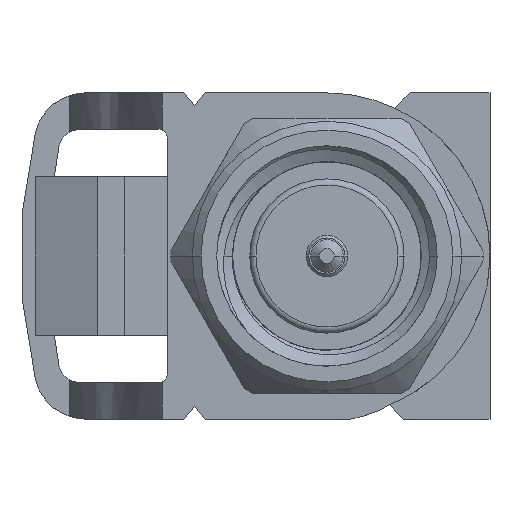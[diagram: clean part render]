
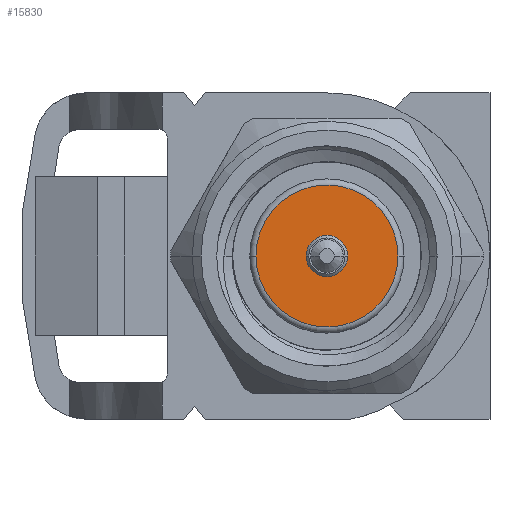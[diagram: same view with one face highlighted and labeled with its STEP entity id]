
A CAD part, left-side view. The second image highlights one B-rep face of the part: STEP entity #15830.
In plain terms, the highlighted planar face has unit normal (-1, 0, 0).
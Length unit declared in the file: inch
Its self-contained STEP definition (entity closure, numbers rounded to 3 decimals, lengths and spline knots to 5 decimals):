
#172 = DIRECTION ( 'NONE',  ( 0., 0., -1. ) ) ;
#776 = EDGE_LOOP ( 'NONE', ( #6074, #12143 ) ) ;
#782 = DIRECTION ( 'NONE',  ( -1., 0., 0. ) ) ;
#1564 = CARTESIAN_POINT ( 'NONE',  ( 0.1, 0., 0.0805 ) ) ;
#1871 = DIRECTION ( 'NONE',  ( 0., 0., -1. ) ) ;
#2737 = CIRCLE ( 'NONE', #15431, 0.0805 ) ;
#3122 = FACE_OUTER_BOUND ( 'NONE', #8801, .T. ) ;
#3527 = DIRECTION ( 'NONE',  ( -1., 0., 0. ) ) ;
#3608 = DIRECTION ( 'NONE',  ( 0., 0., -1. ) ) ;
#4198 = PLANE ( 'NONE',  #15157 ) ;
#4502 = AXIS2_PLACEMENT_3D ( 'NONE', #12565, #15363, #172 ) ;
#4791 = CIRCLE ( 'NONE', #5308, 0.0235 ) ;
#4801 = CARTESIAN_POINT ( 'NONE',  ( 0.1, 0., 0. ) ) ;
#5308 = AXIS2_PLACEMENT_3D ( 'NONE', #14719, #3527, #8592 ) ;
#5309 = VERTEX_POINT ( 'NONE', #11389 ) ;
#5694 = CARTESIAN_POINT ( 'NONE',  ( 0.1, 0., 0. ) ) ;
#6074 = ORIENTED_EDGE ( 'NONE', *, *, #6855, .F. ) ;
#6855 = EDGE_CURVE ( 'NONE', #8377, #5309, #8950, .T. ) ;
#7050 = CARTESIAN_POINT ( 'NONE',  ( 0.1, 0., -0.0805 ) ) ;
#8183 = DIRECTION ( 'NONE',  ( 1., 0., 0. ) ) ;
#8207 = DIRECTION ( 'NONE',  ( 0., 0., 1. ) ) ;
#8357 = EDGE_CURVE ( 'NONE', #11342, #12182, #11668, .T. ) ;
#8377 = VERTEX_POINT ( 'NONE', #9062 ) ;
#8592 = DIRECTION ( 'NONE',  ( 0., 0., 1. ) ) ;
#8801 = EDGE_LOOP ( 'NONE', ( #11345, #15366 ) ) ;
#8950 = CIRCLE ( 'NONE', #11624, 0.0235 ) ;
#9062 = CARTESIAN_POINT ( 'NONE',  ( 0.1, 0., 0.0235 ) ) ;
#9670 = CARTESIAN_POINT ( 'NONE',  ( 0.1, 0., 0. ) ) ;
#9857 = DIRECTION ( 'NONE',  ( -1., 0., 0. ) ) ;
#11342 = VERTEX_POINT ( 'NONE', #7050 ) ;
#11345 = ORIENTED_EDGE ( 'NONE', *, *, #8357, .T. ) ;
#11389 = CARTESIAN_POINT ( 'NONE',  ( 0.1, 0., -0.0235 ) ) ;
#11624 = AXIS2_PLACEMENT_3D ( 'NONE', #4801, #9857, #8207 ) ;
#11668 = CIRCLE ( 'NONE', #4502, 0.0805 ) ;
#11755 = FACE_BOUND ( 'NONE', #776, .T. ) ;
#12143 = ORIENTED_EDGE ( 'NONE', *, *, #12810, .F. ) ;
#12182 = VERTEX_POINT ( 'NONE', #1564 ) ;
#12565 = CARTESIAN_POINT ( 'NONE',  ( 0.1, 0., 0. ) ) ;
#12810 = EDGE_CURVE ( 'NONE', #5309, #8377, #4791, .T. ) ;
#14719 = CARTESIAN_POINT ( 'NONE',  ( 0.1, 0., 0. ) ) ;
#15157 = AXIS2_PLACEMENT_3D ( 'NONE', #5694, #8183, #1871 ) ;
#15363 = DIRECTION ( 'NONE',  ( -1., 0., 0. ) ) ;
#15366 = ORIENTED_EDGE ( 'NONE', *, *, #15928, .T. ) ;
#15431 = AXIS2_PLACEMENT_3D ( 'NONE', #9670, #782, #3608 ) ;
#15830 = ADVANCED_FACE ( 'NONE', ( #11755, #3122 ), #4198, .F. ) ;
#15928 = EDGE_CURVE ( 'NONE', #12182, #11342, #2737, .T. ) ;
